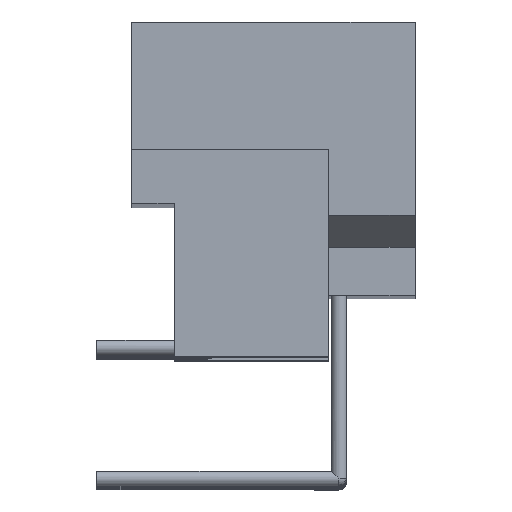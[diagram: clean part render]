
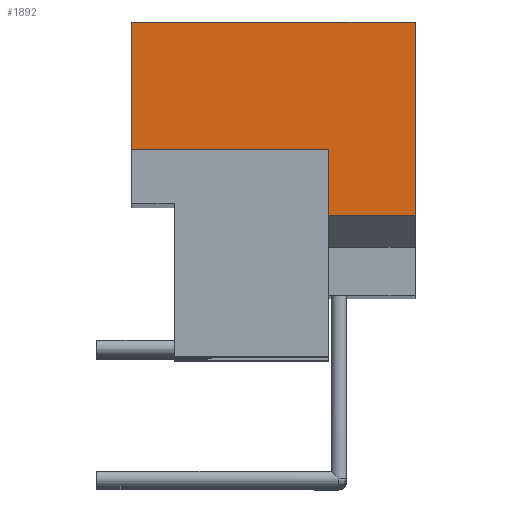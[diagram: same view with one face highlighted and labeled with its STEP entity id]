
A CAD part, top view. The second image highlights one B-rep face of the part: STEP entity #1892.
In plain terms, the highlighted planar face has unit normal (0, 0, 1).
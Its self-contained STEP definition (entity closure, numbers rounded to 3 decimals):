
#477=LINE('',#10441,#593);
#488=LINE('',#10462,#604);
#490=LINE('',#10466,#606);
#491=LINE('',#10468,#607);
#492=LINE('',#10470,#608);
#493=LINE('',#10472,#609);
#593=VECTOR('',#8143,1.);
#604=VECTOR('',#8164,1.);
#606=VECTOR('',#8168,1.);
#607=VECTOR('',#8171,1.);
#608=VECTOR('',#8172,1.);
#609=VECTOR('',#8173,1.);
#1892=ADVANCED_FACE('',(#2303),#2069,.T.);
#2069=PLANE('',#6432);
#2303=FACE_OUTER_BOUND('',#2994,.T.);
#2994=EDGE_LOOP('',(#4096,#4097,#4098,#4099,#4100,#4101));
#4096=ORIENTED_EDGE('',*,*,#5218,.T.);
#4097=ORIENTED_EDGE('',*,*,#5219,.T.);
#4098=ORIENTED_EDGE('',*,*,#5220,.T.);
#4099=ORIENTED_EDGE('',*,*,#5221,.F.);
#4100=ORIENTED_EDGE('',*,*,#5205,.F.);
#4101=ORIENTED_EDGE('',*,*,#5216,.F.);
#4650=VERTEX_POINT('',#10440);
#4651=VERTEX_POINT('',#10442);
#4655=VERTEX_POINT('',#10461);
#4656=VERTEX_POINT('',#10465);
#4657=VERTEX_POINT('',#10469);
#4658=VERTEX_POINT('',#10471);
#5205=EDGE_CURVE('',#4650,#4651,#477,.T.);
#5216=EDGE_CURVE('',#4655,#4650,#488,.T.);
#5218=EDGE_CURVE('',#4655,#4656,#490,.T.);
#5219=EDGE_CURVE('',#4656,#4657,#491,.T.);
#5220=EDGE_CURVE('',#4657,#4658,#492,.T.);
#5221=EDGE_CURVE('',#4651,#4658,#493,.T.);
#6432=AXIS2_PLACEMENT_3D('',#10473,#8174,#8175);
#8143=DIRECTION('',(1.,0.,0.));
#8164=DIRECTION('',(0.,1.,0.));
#8168=DIRECTION('',(1.,0.,0.));
#8171=DIRECTION('',(0.,-1.,0.));
#8172=DIRECTION('',(1.,0.,0.));
#8173=DIRECTION('',(0.,-1.,0.));
#8174=DIRECTION('',(0.,0.,1.));
#8175=DIRECTION('',(1.,0.,0.));
#10440=CARTESIAN_POINT('',(-1.65,10.6,87.5));
#10441=CARTESIAN_POINT('',(-1.65,10.6,87.5));
#10442=CARTESIAN_POINT('',(9.35,10.6,87.5));
#10461=CARTESIAN_POINT('',(-1.65,5.65,87.5));
#10462=CARTESIAN_POINT('',(-1.65,5.65,87.5));
#10465=CARTESIAN_POINT('',(6.,5.65,87.5));
#10466=CARTESIAN_POINT('',(-1.65,5.65,87.5));
#10468=CARTESIAN_POINT('',(6.,5.65,87.5));
#10469=CARTESIAN_POINT('',(6.,3.098,87.5));
#10470=CARTESIAN_POINT('',(6.,3.098,87.5));
#10471=CARTESIAN_POINT('',(9.35,3.098,87.5));
#10472=CARTESIAN_POINT('',(9.35,10.6,87.5));
#10473=CARTESIAN_POINT('',(-2.2,2.735,87.5));
